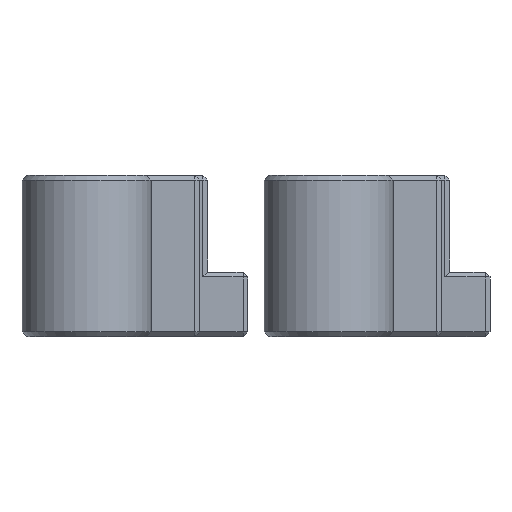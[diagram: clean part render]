
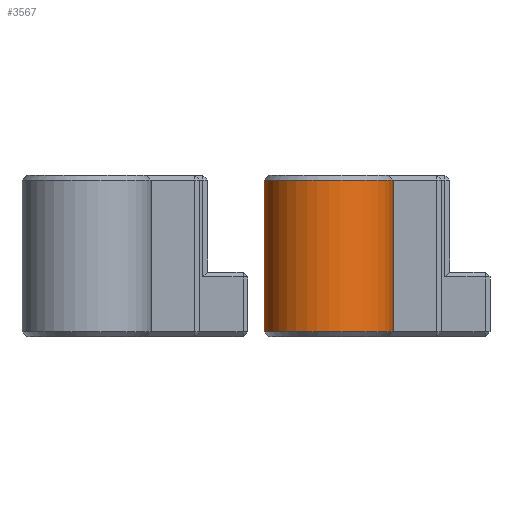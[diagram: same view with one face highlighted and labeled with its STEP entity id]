
A CAD part, front view. The second image highlights one B-rep face of the part: STEP entity #3567.
In plain terms, the highlighted cylindrical face has radius 8 mm (diameter 16 mm), a partial arc.
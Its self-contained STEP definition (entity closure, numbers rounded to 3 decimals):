
#354=LINE('',#5515,#798);
#369=LINE('',#5557,#813);
#798=VECTOR('',#4252,10.);
#813=VECTOR('',#4305,10.);
#1154=CIRCLE('',#3797,8.);
#1157=CIRCLE('',#3806,8.);
#1205=CYLINDRICAL_SURFACE('',#3838,8.);
#1277=FACE_OUTER_BOUND('',#1510,.T.);
#1510=EDGE_LOOP('',(#2751,#2752,#2753,#2754));
#1757=VERTEX_POINT('',#5434);
#1759=VERTEX_POINT('',#5440);
#1763=VERTEX_POINT('',#5461);
#1765=VERTEX_POINT('',#5467);
#2058=EDGE_CURVE('',#1757,#1759,#1154,.T.);
#2075=EDGE_CURVE('',#1763,#1765,#1157,.T.);
#2101=EDGE_CURVE('',#1759,#1763,#354,.T.);
#2120=EDGE_CURVE('',#1757,#1765,#369,.T.);
#2751=ORIENTED_EDGE('',*,*,#2075,.F.);
#2752=ORIENTED_EDGE('',*,*,#2101,.F.);
#2753=ORIENTED_EDGE('',*,*,#2058,.F.);
#2754=ORIENTED_EDGE('',*,*,#2120,.T.);
#3567=ADVANCED_FACE('',(#1277),#1205,.T.);
#3797=AXIS2_PLACEMENT_3D('',#5441,#4169,#4170);
#3806=AXIS2_PLACEMENT_3D('',#5471,#4201,#4202);
#3838=AXIS2_PLACEMENT_3D('',#5559,#4307,#4308);
#4169=DIRECTION('center_axis',(0.,0.,-1.));
#4170=DIRECTION('ref_axis',(1.,0.,0.));
#4201=DIRECTION('center_axis',(0.,0.,1.));
#4202=DIRECTION('ref_axis',(1.,0.,0.));
#4252=DIRECTION('',(0.,0.,1.));
#4305=DIRECTION('',(0.,0.,1.));
#4307=DIRECTION('center_axis',(0.,0.,1.));
#4308=DIRECTION('ref_axis',(1.,0.,0.));
#5434=CARTESIAN_POINT('',(16.,-20.5,0.6));
#5440=CARTESIAN_POINT('',(0.,-20.5,0.6));
#5441=CARTESIAN_POINT('Origin',(8.,-20.5,0.6));
#5461=CARTESIAN_POINT('',(0.,-20.5,19.4));
#5467=CARTESIAN_POINT('',(16.,-20.5,19.4));
#5471=CARTESIAN_POINT('Origin',(8.,-20.5,19.4));
#5515=CARTESIAN_POINT('',(0.,-20.5,0.));
#5557=CARTESIAN_POINT('',(16.,-20.5,0.));
#5559=CARTESIAN_POINT('Origin',(8.,-20.5,0.));
